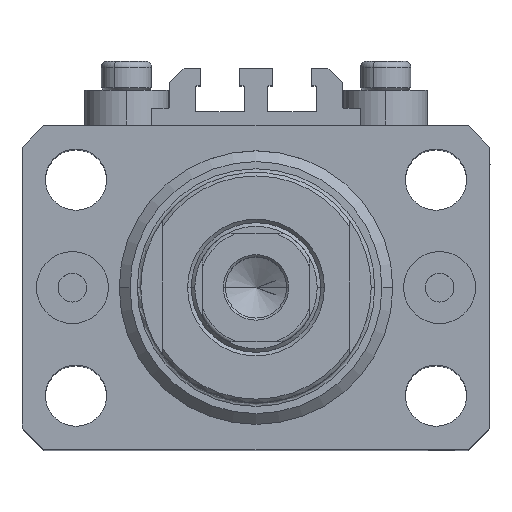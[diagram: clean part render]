
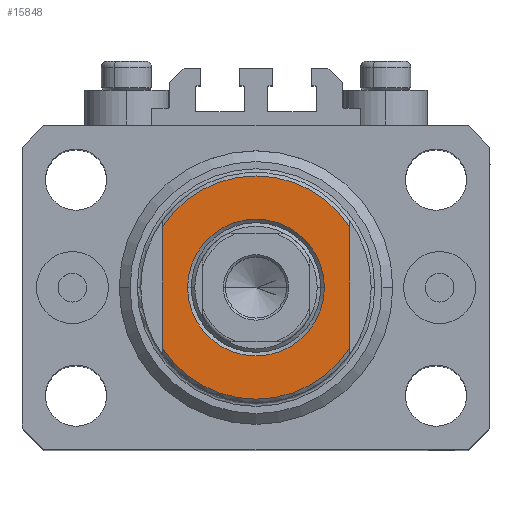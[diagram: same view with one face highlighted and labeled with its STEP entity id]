
A CAD part, top view. The second image highlights one B-rep face of the part: STEP entity #15848.
In plain terms, the highlighted face is planar.
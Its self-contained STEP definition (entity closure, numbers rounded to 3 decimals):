
#26 = DIRECTION ( 'NONE',  ( -1., 0., 0. ) ) ;
#300 = FACE_BOUND ( 'NONE', #23709, .T. ) ;
#306 = DIRECTION ( 'NONE',  ( 0., 0., -1. ) ) ;
#1930 = ORIENTED_EDGE ( 'NONE', *, *, #27740, .T. ) ;
#3049 = AXIS2_PLACEMENT_3D ( 'NONE', #18166, #32718, #26 ) ;
#3326 = EDGE_CURVE ( 'NONE', #6776, #22593, #18285, .T. ) ;
#4004 = CARTESIAN_POINT ( 'NONE',  ( -13., 8.441, -6.5 ) ) ;
#4363 = CARTESIAN_POINT ( 'NONE',  ( 0., 0., -6.5 ) ) ;
#4843 = CARTESIAN_POINT ( 'NONE',  ( 0., 0., -6.5 ) ) ;
#5920 = DIRECTION ( 'NONE',  ( 0., -1., 0. ) ) ;
#6776 = VERTEX_POINT ( 'NONE', #8767 ) ;
#8767 = CARTESIAN_POINT ( 'NONE',  ( 9.5, 0., -6.5 ) ) ;
#9245 = LINE ( 'NONE', #23795, #38678 ) ;
#9734 = AXIS2_PLACEMENT_3D ( 'NONE', #39434, #40148, #32268 ) ;
#13967 = CIRCLE ( 'NONE', #26945, 15.5 ) ;
#15586 = EDGE_CURVE ( 'NONE', #33030, #42830, #9245, .T. ) ;
#15848 = ADVANCED_FACE ( 'NONE', ( #300, #35626 ), #29422, .T. ) ;
#16901 = CARTESIAN_POINT ( 'NONE',  ( 13., -43.081, -6.5 ) ) ;
#17312 = ORIENTED_EDGE ( 'NONE', *, *, #3326, .T. ) ;
#18166 = CARTESIAN_POINT ( 'NONE',  ( 0., 0., -6.5 ) ) ;
#18285 = CIRCLE ( 'NONE', #45745, 9.5 ) ;
#18469 = ORIENTED_EDGE ( 'NONE', *, *, #15586, .F. ) ;
#19405 = DIRECTION ( 'NONE',  ( 0., 0., 1. ) ) ;
#20956 = CARTESIAN_POINT ( 'NONE',  ( 0., 0., -6.5 ) ) ;
#21308 = CARTESIAN_POINT ( 'NONE',  ( 13., -8.441, -6.5 ) ) ;
#22593 = VERTEX_POINT ( 'NONE', #30050 ) ;
#22600 = ORIENTED_EDGE ( 'NONE', *, *, #23510, .T. ) ;
#23510 = EDGE_CURVE ( 'NONE', #22593, #6776, #39591, .T. ) ;
#23639 = CIRCLE ( 'NONE', #3049, 15.5 ) ;
#23709 = EDGE_LOOP ( 'NONE', ( #22600, #17312 ) ) ;
#23795 = CARTESIAN_POINT ( 'NONE',  ( -13., -43.081, -6.5 ) ) ;
#23902 = CARTESIAN_POINT ( 'NONE',  ( 13., 8.441, -6.5 ) ) ;
#26945 = AXIS2_PLACEMENT_3D ( 'NONE', #4363, #306, #40401 ) ;
#27505 = DIRECTION ( 'NONE',  ( -1., 0., 0. ) ) ;
#27637 = LINE ( 'NONE', #16901, #33915 ) ;
#27740 = EDGE_CURVE ( 'NONE', #32128, #42830, #23639, .T. ) ;
#29317 = CARTESIAN_POINT ( 'NONE',  ( -13., -8.441, -6.5 ) ) ;
#29422 = PLANE ( 'NONE',  #9734 ) ;
#30050 = CARTESIAN_POINT ( 'NONE',  ( -9.5, 0., -6.5 ) ) ;
#32074 = EDGE_LOOP ( 'NONE', ( #42524, #44534, #1930, #18469 ) ) ;
#32128 = VERTEX_POINT ( 'NONE', #21308 ) ;
#32268 = DIRECTION ( 'NONE',  ( -1., 0., 0. ) ) ;
#32718 = DIRECTION ( 'NONE',  ( 0., 0., -1. ) ) ;
#33030 = VERTEX_POINT ( 'NONE', #4004 ) ;
#33915 = VECTOR ( 'NONE', #5920, 1000. ) ;
#35626 = FACE_OUTER_BOUND ( 'NONE', #32074, .T. ) ;
#36542 = AXIS2_PLACEMENT_3D ( 'NONE', #20956, #38854, #46942 ) ;
#38339 = DIRECTION ( 'NONE',  ( 0., -1., 0. ) ) ;
#38678 = VECTOR ( 'NONE', #38339, 1000. ) ;
#38854 = DIRECTION ( 'NONE',  ( 0., 0., 1. ) ) ;
#39434 = CARTESIAN_POINT ( 'NONE',  ( 0., 0., -6.5 ) ) ;
#39591 = CIRCLE ( 'NONE', #36542, 9.5 ) ;
#40148 = DIRECTION ( 'NONE',  ( 0., 0., -1. ) ) ;
#40401 = DIRECTION ( 'NONE',  ( -1., 0., 0. ) ) ;
#41026 = EDGE_CURVE ( 'NONE', #33030, #41222, #13967, .T. ) ;
#41222 = VERTEX_POINT ( 'NONE', #23902 ) ;
#42524 = ORIENTED_EDGE ( 'NONE', *, *, #41026, .T. ) ;
#42830 = VERTEX_POINT ( 'NONE', #29317 ) ;
#44534 = ORIENTED_EDGE ( 'NONE', *, *, #44638, .T. ) ;
#44638 = EDGE_CURVE ( 'NONE', #41222, #32128, #27637, .T. ) ;
#45745 = AXIS2_PLACEMENT_3D ( 'NONE', #4843, #19405, #27505 ) ;
#46942 = DIRECTION ( 'NONE',  ( -1., 0., 0. ) ) ;
